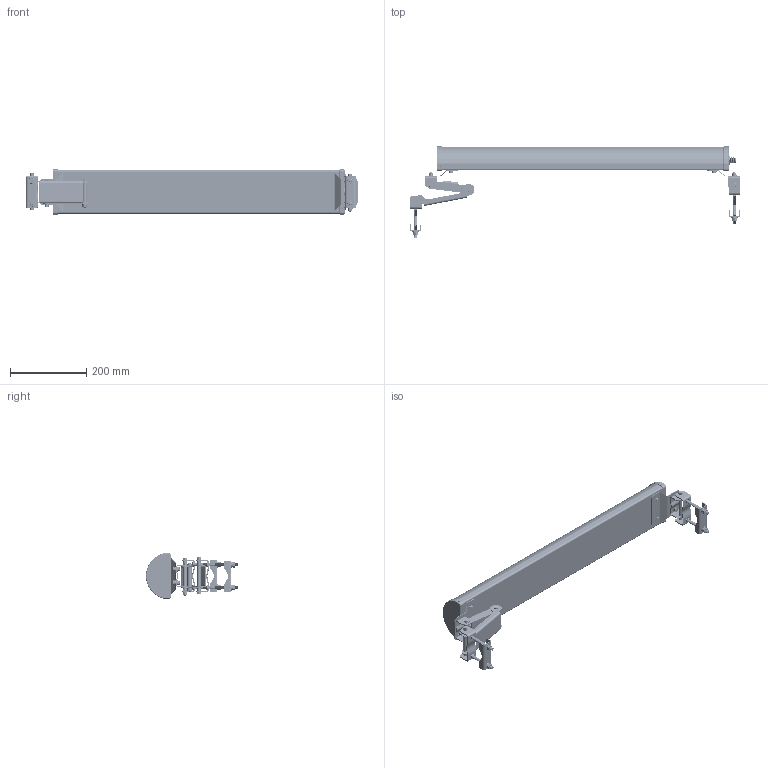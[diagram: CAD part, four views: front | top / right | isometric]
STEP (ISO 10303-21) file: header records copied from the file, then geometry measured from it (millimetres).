
FILE_DESCRIPTION (( 'STEP AP214' ), '1' );
FILE_NAME ('HG3517DP-090.STEP', '2013-01-08T15:38:25', ( 'x' ), ( '' ), 'SwSTEP 2.0', 'SolidWorks 2012', '' );
FILE_SCHEMA (( 'AUTOMOTIVE_DESIGN' ));
Length unit declared in the file: inch
Products named in the file (7): HG3517DP-090_ExtentionBracket-4; HG3517DP-090_ExtentionBracket-3; HG3517DP-090_ExtentionBracket-2; HG3517DP-090_ExtentionBracket-1; HG3517DP-090_bracket; HG3517DP-090_ANTENNA; HG3517DP-090
Assembly tree (9 placements, depth 2):
  HG3517DP-090
    HG3517DP-090_ANTENNA
    HG3517DP-090_bracket  x2
    HG3517DP-090_ExtentionBracket-1
    HG3517DP-090_ExtentionBracket-2
    HG3517DP-090_ExtentionBracket-3  x2
    HG3517DP-090_ExtentionBracket-4  x2
Bounding box: 870.05 x 241.31 x 121.96 mm (x, y, z)
Volume: 4627438.6 mm3; surface area: 428016.9 mm2
Topology: 11 solids, 13 shells, 5492 faces, 11727 edges, 6390 vertices
Faces by surface type: cone 4128, plane 766, cylinder 405, torus 165, bspline 28
Entity records: 127148 total; most frequent: CARTESIAN_POINT 20768, DIRECTION 18059, ORIENTED_EDGE 15422, EDGE_CURVE 7711, AXIS2_PLACEMENT_3D 7059, VERTEX_POINT 4224, LINE 3941, VECTOR 3941
